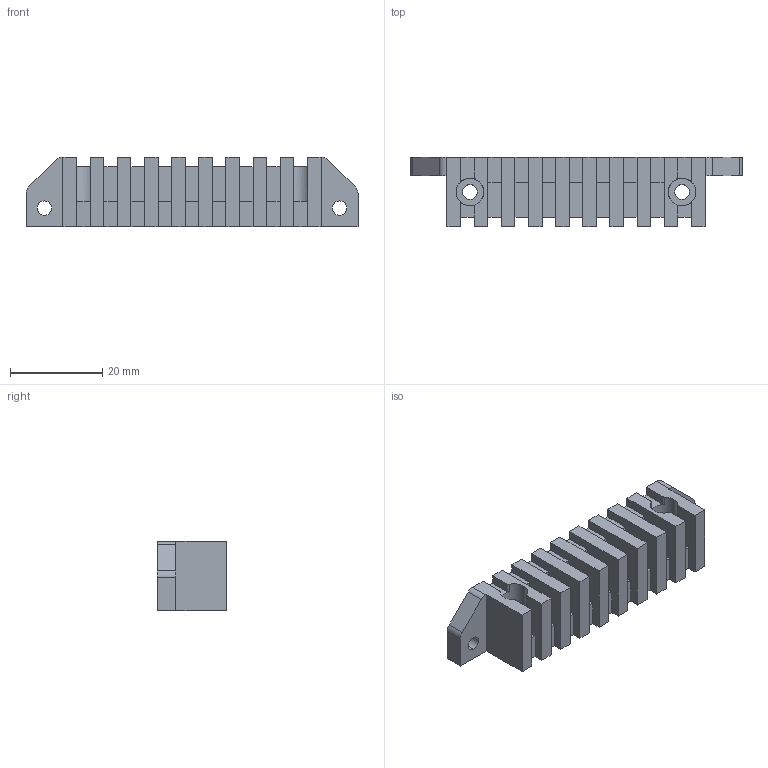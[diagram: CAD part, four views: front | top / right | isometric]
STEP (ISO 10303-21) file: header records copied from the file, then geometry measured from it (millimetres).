
FILE_DESCRIPTION (( 'STEP AP214' ), '1' );
FILE_NAME ('Dissipateur.STEP', '2018-07-24T11:39:59', ( '' ), ( '' ), 'SwSTEP 2.0', 'SolidWorks 2014', '' );
FILE_SCHEMA (( 'AUTOMOTIVE_DESIGN' ));
Length unit declared in the file: millimetre
Products named in the file (1): Dissipateur
Bounding box: 72 x 15 x 15 mm (x, y, z)
Volume: 9195.8 mm3; surface area: 6548.7 mm2
Topology: 1 solids, 1 shells, 138 faces, 408 edges, 272 vertices
Faces by surface type: plane 100, cylinder 38
Entity records: 4646 total; most frequent: CARTESIAN_POINT 819, ORIENTED_EDGE 816, DIRECTION 770, EDGE_CURVE 408, LINE 324, VECTOR 324, VERTEX_POINT 272, AXIS2_PLACEMENT_3D 223
